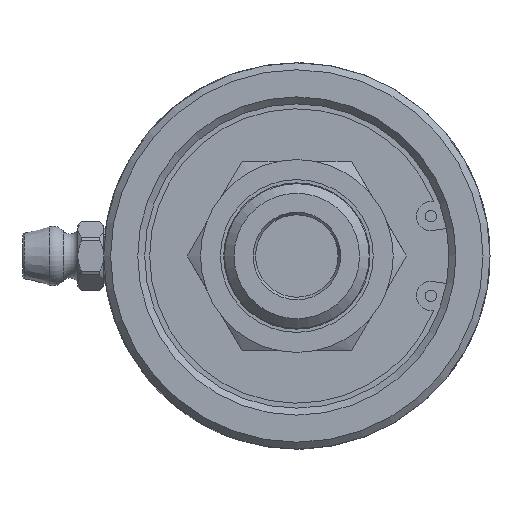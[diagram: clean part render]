
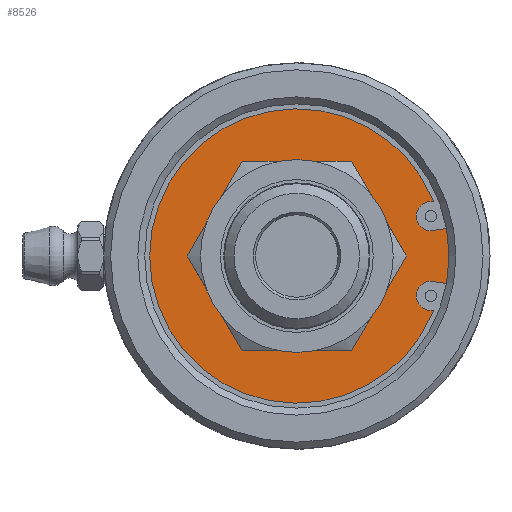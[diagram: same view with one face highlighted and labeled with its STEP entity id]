
A CAD part, left-side view. The second image highlights one B-rep face of the part: STEP entity #8526.
In plain terms, the highlighted planar face has unit normal (-1, 0, 0).
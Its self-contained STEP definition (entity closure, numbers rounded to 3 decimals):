
#466=PLANE('',#9184);
#517=FACE_BOUND('',#1848,.T.);
#1328=FACE_OUTER_BOUND('',#1847,.T.);
#1847=EDGE_LOOP('',(#7556,#7557,#7558,#7559,#7560,#7561));
#1848=EDGE_LOOP('',(#7562,#7563));
#2089=CIRCLE('',#8840,9.575);
#2090=CIRCLE('',#8841,9.575);
#2095=CIRCLE('',#8858,16.952);
#2097=CIRCLE('',#8861,1.682);
#2099=CIRCLE('',#8865,1.682);
#2269=CIRCLE('',#9185,18.735);
#2411=LINE('',#12954,#2833);
#2418=LINE('',#12971,#2840);
#2833=VECTOR('',#9862,10.);
#2840=VECTOR('',#9877,10.);
#3453=VERTEX_POINT('',#12880);
#3454=VERTEX_POINT('',#12881);
#3472=VERTEX_POINT('',#12939);
#3473=VERTEX_POINT('',#12941);
#3475=VERTEX_POINT('',#12947);
#3477=VERTEX_POINT('',#12953);
#3480=VERTEX_POINT('',#12961);
#3483=VERTEX_POINT('',#12969);
#4364=EDGE_CURVE('',#3453,#3454,#2089,.T.);
#4365=EDGE_CURVE('',#3454,#3453,#2090,.T.);
#4393=EDGE_CURVE('',#3473,#3472,#2095,.T.);
#4396=EDGE_CURVE('',#3475,#3473,#2097,.T.);
#4399=EDGE_CURVE('',#3477,#3475,#2411,.T.);
#4404=EDGE_CURVE('',#3472,#3480,#2099,.T.);
#4408=EDGE_CURVE('',#3480,#3483,#2418,.T.);
#5164=EDGE_CURVE('',#3483,#3477,#2269,.T.);
#7556=ORIENTED_EDGE('',*,*,#4408,.T.);
#7557=ORIENTED_EDGE('',*,*,#5164,.T.);
#7558=ORIENTED_EDGE('',*,*,#4399,.T.);
#7559=ORIENTED_EDGE('',*,*,#4396,.T.);
#7560=ORIENTED_EDGE('',*,*,#4393,.T.);
#7561=ORIENTED_EDGE('',*,*,#4404,.T.);
#7562=ORIENTED_EDGE('',*,*,#4364,.T.);
#7563=ORIENTED_EDGE('',*,*,#4365,.T.);
#8526=ADVANCED_FACE('',(#1328,#517),#466,.F.);
#8840=AXIS2_PLACEMENT_3D('',#12882,#9790,#9791);
#8841=AXIS2_PLACEMENT_3D('',#12883,#9792,#9793);
#8858=AXIS2_PLACEMENT_3D('',#12942,#9849,#9850);
#8861=AXIS2_PLACEMENT_3D('',#12948,#9856,#9857);
#8865=AXIS2_PLACEMENT_3D('',#12963,#9870,#9871);
#9184=AXIS2_PLACEMENT_3D('',#22054,#10826,#10827);
#9185=AXIS2_PLACEMENT_3D('',#22055,#10828,#10829);
#9790=DIRECTION('center_axis',(1.,0.,0.));
#9791=DIRECTION('ref_axis',(0.,0.,-1.));
#9792=DIRECTION('center_axis',(1.,0.,0.));
#9793=DIRECTION('ref_axis',(0.,0.,-1.));
#9849=DIRECTION('center_axis',(-1.,0.,0.));
#9850=DIRECTION('ref_axis',(0.,0.93,0.368));
#9856=DIRECTION('center_axis',(1.,0.,0.));
#9857=DIRECTION('ref_axis',(0.,1.,-0.008));
#9862=DIRECTION('',(0.,0.987,-0.16));
#9870=DIRECTION('center_axis',(1.,0.,0.));
#9871=DIRECTION('ref_axis',(0.,1.,0.008));
#9877=DIRECTION('',(0.,-0.987,-0.16));
#10826=DIRECTION('center_axis',(1.,0.,0.));
#10827=DIRECTION('ref_axis',(0.,0.,-1.));
#10828=DIRECTION('center_axis',(-1.,0.,0.));
#10829=DIRECTION('ref_axis',(0.,1.,0.));
#12880=CARTESIAN_POINT('',(4.76,0.,-9.575));
#12881=CARTESIAN_POINT('',(4.76,0.,9.575));
#12882=CARTESIAN_POINT('Origin',(4.76,0.,
0.));
#12883=CARTESIAN_POINT('Origin',(4.76,0.,
0.));
#12939=CARTESIAN_POINT('',(4.76,-15.761,-6.243));
#12941=CARTESIAN_POINT('',(4.76,-15.761,6.243));
#12942=CARTESIAN_POINT('Origin',(4.76,0.,0.));
#12947=CARTESIAN_POINT('',(4.76,-15.786,2.944));
#12948=CARTESIAN_POINT('Origin',(4.76,-15.445,4.591));
#12953=CARTESIAN_POINT('',(4.76,-18.429,3.373));
#12954=CARTESIAN_POINT('',(4.76,-1.229,0.581));
#12961=CARTESIAN_POINT('',(4.76,-15.786,-2.944));
#12963=CARTESIAN_POINT('Origin',(4.76,-15.445,-4.591));
#12969=CARTESIAN_POINT('',(4.76,-18.429,-3.373));
#12971=CARTESIAN_POINT('',(4.76,-2.55,-0.795));
#22054=CARTESIAN_POINT('Origin',(4.76,13.618,0.));
#22055=CARTESIAN_POINT('Origin',(4.76,0.,0.));
